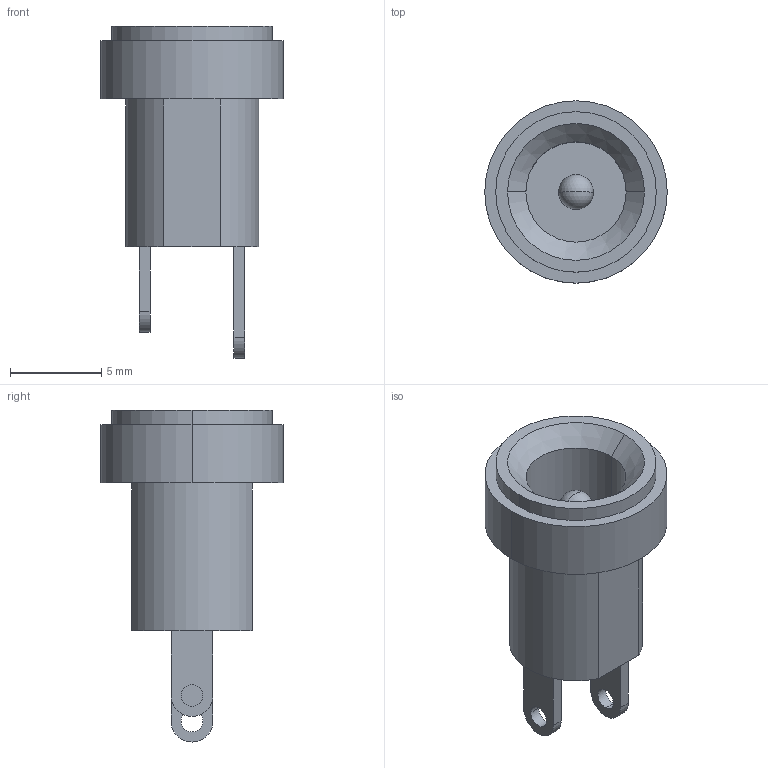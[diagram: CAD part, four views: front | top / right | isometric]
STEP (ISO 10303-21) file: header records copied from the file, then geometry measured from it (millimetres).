
FILE_DESCRIPTION (( 'STEP AP214' ), '1' );
FILE_NAME ('jack.STEP', '2021-04-24T14:10:55', ( '' ), ( '' ), 'SwSTEP 2.0', 'SolidWorks 2020', '' );
FILE_SCHEMA (( 'AUTOMOTIVE_DESIGN' ));
Length unit declared in the file: millimetre
Products named in the file (1): jack
Bounding box: 10 x 10 x 18.2 mm (x, y, z)
Volume: 435.1 mm3; surface area: 708 mm2
Topology: 1 solids, 1 shells, 38 faces, 91 edges, 59 vertices
Faces by surface type: cylinder 19, plane 15, sphere 2, cone 2
Entity records: 1428 total; most frequent: DIRECTION 207, CARTESIAN_POINT 183, ORIENTED_EDGE 174, EDGE_CURVE 87, AXIS2_PLACEMENT_3D 81, VERTEX_POINT 57, EDGE_LOOP 48, LINE 45
